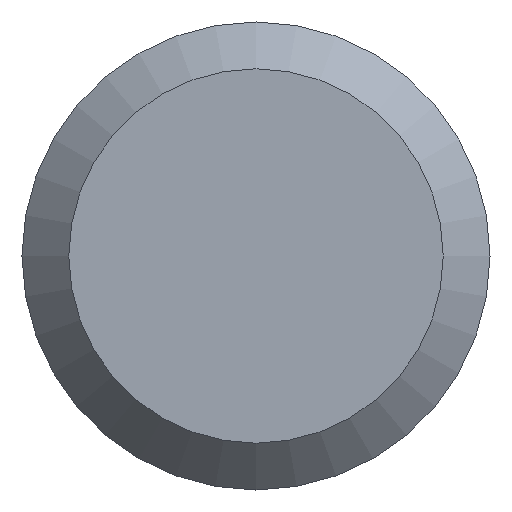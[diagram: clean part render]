
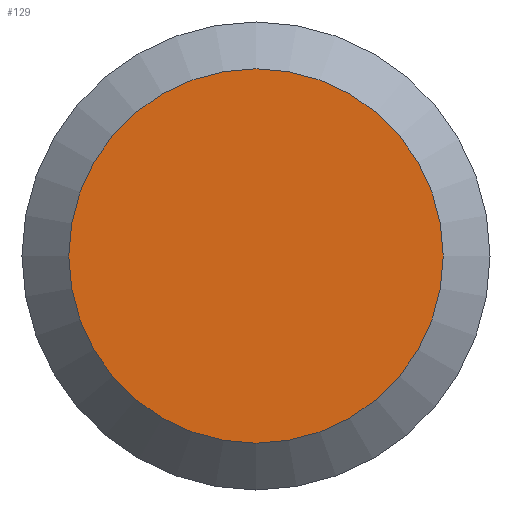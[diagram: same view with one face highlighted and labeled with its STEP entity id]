
A CAD part, left-side view. The second image highlights one B-rep face of the part: STEP entity #129.
In plain terms, the highlighted planar face has unit normal (-1, 0, 0).
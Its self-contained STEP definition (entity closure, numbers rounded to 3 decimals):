
#13 = AXIS2_PLACEMENT_3D ( 'NONE', #30, #28, #157 ) ;
#22 = VERTEX_POINT ( 'NONE', #51 ) ;
#28 = DIRECTION ( 'NONE',  ( 1., 0., 0. ) ) ;
#30 = CARTESIAN_POINT ( 'NONE',  ( 0., 0.75, 0. ) ) ;
#40 = EDGE_LOOP ( 'NONE', ( #88 ) ) ;
#51 = CARTESIAN_POINT ( 'NONE',  ( 0., 0., -0.6 ) ) ;
#71 = DIRECTION ( 'NONE',  ( 0., 0., -1. ) ) ;
#88 = ORIENTED_EDGE ( 'NONE', *, *, #173, .T. ) ;
#106 = CARTESIAN_POINT ( 'NONE',  ( 0., 0., 0. ) ) ;
#110 = AXIS2_PLACEMENT_3D ( 'NONE', #106, #149, #71 ) ;
#129 = ADVANCED_FACE ( 'NONE', ( #191 ), #172, .F. ) ;
#149 = DIRECTION ( 'NONE',  ( -1., 0., 0. ) ) ;
#157 = DIRECTION ( 'NONE',  ( 0., 0., -1. ) ) ;
#172 = PLANE ( 'NONE',  #13 ) ;
#173 = EDGE_CURVE ( 'NONE', #22, #22, #183, .T. ) ;
#183 = CIRCLE ( 'NONE', #110, 0.6 ) ;
#191 = FACE_OUTER_BOUND ( 'NONE', #40, .T. ) ;
